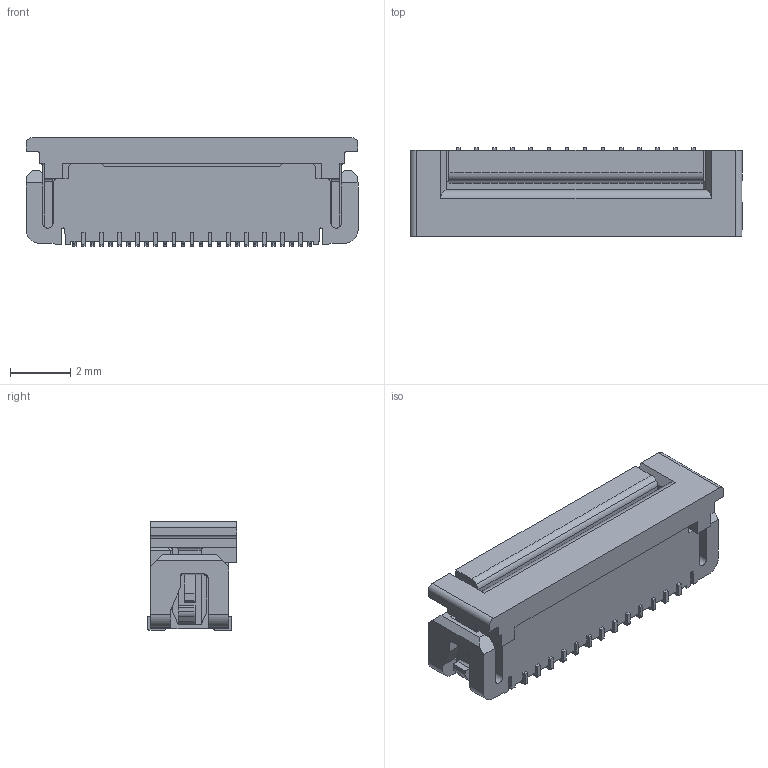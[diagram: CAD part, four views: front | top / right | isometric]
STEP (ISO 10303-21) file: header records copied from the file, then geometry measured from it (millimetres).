
FILE_DESCRIPTION (( 'STEP AP214' ), '1' );
FILE_NAME ('006841027000.STEP', '2023-02-28T23:14:57', ( '' ), ( '' ), 'SwSTEP 2.0', 'SolidWorks 2021', '' );
FILE_SCHEMA (( 'AUTOMOTIVE_DESIGN' ));
Length unit declared in the file: millimetre
Products named in the file (1): 006841027000
Bounding box: 11 x 2.95 x 3.6 mm (x, y, z)
Volume: 83.3 mm3; surface area: 300.6 mm2
Topology: 1 solids, 1 shells, 509 faces, 1629 edges, 1108 vertices
Faces by surface type: plane 367, cylinder 142
Entity records: 18109 total; most frequent: CARTESIAN_POINT 3587, ORIENTED_EDGE 3258, DIRECTION 2799, EDGE_CURVE 1629, VECTOR 1279, LINE 1279, VERTEX_POINT 1108, AXIS2_PLACEMENT_3D 760
